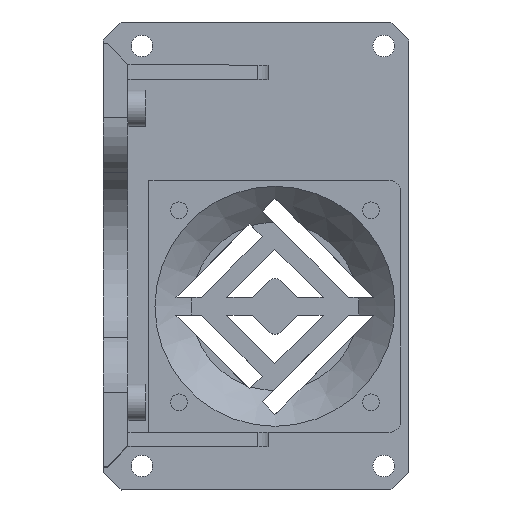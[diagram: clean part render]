
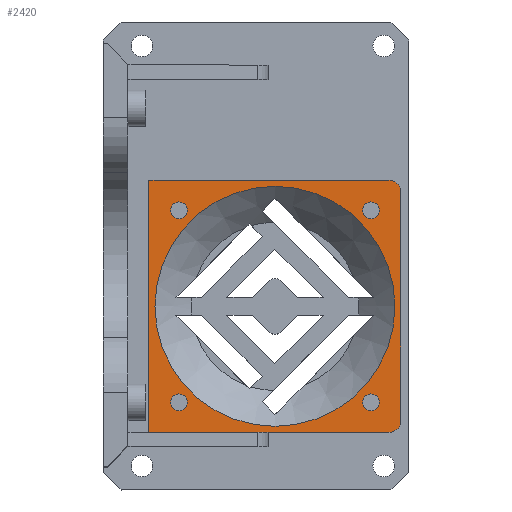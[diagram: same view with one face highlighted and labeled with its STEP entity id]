
A CAD part, top view. The second image highlights one B-rep face of the part: STEP entity #2420.
In plain terms, the highlighted planar face has unit normal (0, 0, 1).
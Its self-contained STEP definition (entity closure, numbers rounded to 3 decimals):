
#34=FACE_BOUND('',#304,.T.);
#35=FACE_BOUND('',#305,.T.);
#36=FACE_BOUND('',#306,.T.);
#37=FACE_BOUND('',#307,.T.);
#38=FACE_BOUND('',#308,.T.);
#74=PLANE('',#2563);
#176=FACE_OUTER_BOUND('',#303,.T.);
#303=EDGE_LOOP('',(#1687,#1688,#1689,#1690,#1691,#1692,#1693));
#304=EDGE_LOOP('',(#1694));
#305=EDGE_LOOP('',(#1695));
#306=EDGE_LOOP('',(#1696));
#307=EDGE_LOOP('',(#1697));
#308=EDGE_LOOP('',(#1698));
#469=LINE('',#3413,#748);
#472=LINE('',#3419,#751);
#473=LINE('',#3423,#752);
#474=LINE('',#3425,#753);
#475=LINE('',#3426,#754);
#748=VECTOR('',#2758,10.);
#751=VECTOR('',#2763,10.);
#752=VECTOR('',#2766,10.);
#753=VECTOR('',#2767,10.);
#754=VECTOR('',#2768,10.);
#1025=CIRCLE('',#2560,2.);
#1027=CIRCLE('',#2564,2.);
#1028=CIRCLE('',#2565,1.4);
#1029=CIRCLE('',#2566,20.);
#1030=CIRCLE('',#2567,1.4);
#1031=CIRCLE('',#2568,1.4);
#1032=CIRCLE('',#2569,1.4);
#1085=VERTEX_POINT('',#3403);
#1086=VERTEX_POINT('',#3404);
#1089=VERTEX_POINT('',#3412);
#1091=VERTEX_POINT('',#3418);
#1092=VERTEX_POINT('',#3420);
#1093=VERTEX_POINT('',#3422);
#1094=VERTEX_POINT('',#3424);
#1095=VERTEX_POINT('',#3427);
#1096=VERTEX_POINT('',#3429);
#1097=VERTEX_POINT('',#3431);
#1098=VERTEX_POINT('',#3433);
#1099=VERTEX_POINT('',#3435);
#1322=EDGE_CURVE('',#1085,#1086,#1025,.T.);
#1326=EDGE_CURVE('',#1089,#1086,#469,.T.);
#1329=EDGE_CURVE('',#1085,#1091,#472,.T.);
#1330=EDGE_CURVE('',#1092,#1091,#1027,.T.);
#1331=EDGE_CURVE('',#1092,#1093,#473,.T.);
#1332=EDGE_CURVE('',#1093,#1094,#474,.T.);
#1333=EDGE_CURVE('',#1089,#1094,#475,.T.);
#1334=EDGE_CURVE('',#1095,#1095,#1028,.T.);
#1335=EDGE_CURVE('',#1096,#1096,#1029,.T.);
#1336=EDGE_CURVE('',#1097,#1097,#1030,.T.);
#1337=EDGE_CURVE('',#1098,#1098,#1031,.T.);
#1338=EDGE_CURVE('',#1099,#1099,#1032,.T.);
#1687=ORIENTED_EDGE('',*,*,#1322,.F.);
#1688=ORIENTED_EDGE('',*,*,#1329,.T.);
#1689=ORIENTED_EDGE('',*,*,#1330,.F.);
#1690=ORIENTED_EDGE('',*,*,#1331,.T.);
#1691=ORIENTED_EDGE('',*,*,#1332,.T.);
#1692=ORIENTED_EDGE('',*,*,#1333,.F.);
#1693=ORIENTED_EDGE('',*,*,#1326,.T.);
#1694=ORIENTED_EDGE('',*,*,#1334,.T.);
#1695=ORIENTED_EDGE('',*,*,#1335,.T.);
#1696=ORIENTED_EDGE('',*,*,#1336,.T.);
#1697=ORIENTED_EDGE('',*,*,#1337,.T.);
#1698=ORIENTED_EDGE('',*,*,#1338,.T.);
#2420=ADVANCED_FACE('',(#176,#34,#35,#36,#37,#38),#74,.T.);
#2560=AXIS2_PLACEMENT_3D('',#3405,#2750,#2751);
#2563=AXIS2_PLACEMENT_3D('',#3417,#2761,#2762);
#2564=AXIS2_PLACEMENT_3D('',#3421,#2764,#2765);
#2565=AXIS2_PLACEMENT_3D('',#3428,#2769,#2770);
#2566=AXIS2_PLACEMENT_3D('',#3430,#2771,#2772);
#2567=AXIS2_PLACEMENT_3D('',#3432,#2773,#2774);
#2568=AXIS2_PLACEMENT_3D('',#3434,#2775,#2776);
#2569=AXIS2_PLACEMENT_3D('',#3436,#2777,#2778);
#2750=DIRECTION('center_axis',(0.,0.,
-1.));
#2751=DIRECTION('ref_axis',(0.707,-0.707,0.));
#2758=DIRECTION('',(1.,0.,0.));
#2761=DIRECTION('center_axis',(0.,0.,
1.));
#2762=DIRECTION('ref_axis',(-1.,0.,0.));
#2763=DIRECTION('',(0.,1.,0.));
#2764=DIRECTION('center_axis',(0.,0.,
-1.));
#2765=DIRECTION('ref_axis',(0.707,0.707,0.));
#2766=DIRECTION('',(-1.,0.,0.));
#2767=DIRECTION('',(0.,-1.,0.));
#2768=DIRECTION('',(-1.,0.,0.));
#2769=DIRECTION('center_axis',(0.,0.,
-1.));
#2770=DIRECTION('ref_axis',(-1.,0.,0.));
#2771=DIRECTION('center_axis',(0.,0.,
-1.));
#2772=DIRECTION('ref_axis',(-1.,0.,0.));
#2773=DIRECTION('center_axis',(0.,0.,
-1.));
#2774=DIRECTION('ref_axis',(-1.,0.,0.));
#2775=DIRECTION('center_axis',(0.,0.,
-1.));
#2776=DIRECTION('ref_axis',(-1.,0.,0.));
#2777=DIRECTION('center_axis',(0.,0.,
-1.));
#2778=DIRECTION('ref_axis',(-1.,0.,0.));
#3403=CARTESIAN_POINT('',(143.063,-71.485,11.004));
#3404=CARTESIAN_POINT('',(141.063,-73.485,11.004));
#3405=CARTESIAN_POINT('Origin',(141.063,-71.485,11.004));
#3412=CARTESIAN_POINT('',(120.979,-73.485,11.004));
#3413=CARTESIAN_POINT('',(101.063,-73.485,11.004));
#3417=CARTESIAN_POINT('Origin',(118.9,-44.085,11.004));
#3418=CARTESIAN_POINT('',(143.063,-33.485,11.004));
#3419=CARTESIAN_POINT('',(143.063,-73.485,11.004));
#3420=CARTESIAN_POINT('',(141.063,-31.485,11.004));
#3421=CARTESIAN_POINT('Origin',(141.063,-33.485,11.004));
#3422=CARTESIAN_POINT('',(101.063,-31.485,11.004));
#3423=CARTESIAN_POINT('',(143.063,-31.485,11.004));
#3424=CARTESIAN_POINT('',(101.063,-73.485,11.004));
#3425=CARTESIAN_POINT('',(101.063,-73.485,11.004));
#3426=CARTESIAN_POINT('',(118.9,-73.485,11.004));
#3427=CARTESIAN_POINT('',(139.463,-36.485,11.004));
#3428=CARTESIAN_POINT('Origin',(138.063,-36.485,11.004));
#3429=CARTESIAN_POINT('',(142.063,-52.485,11.004));
#3430=CARTESIAN_POINT('Origin',(122.063,-52.485,11.004));
#3431=CARTESIAN_POINT('',(107.463,-36.485,11.004));
#3432=CARTESIAN_POINT('Origin',(106.063,-36.485,11.004));
#3433=CARTESIAN_POINT('',(107.463,-68.485,11.004));
#3434=CARTESIAN_POINT('Origin',(106.063,-68.485,11.004));
#3435=CARTESIAN_POINT('',(139.463,-68.485,11.004));
#3436=CARTESIAN_POINT('Origin',(138.063,-68.485,11.004));
